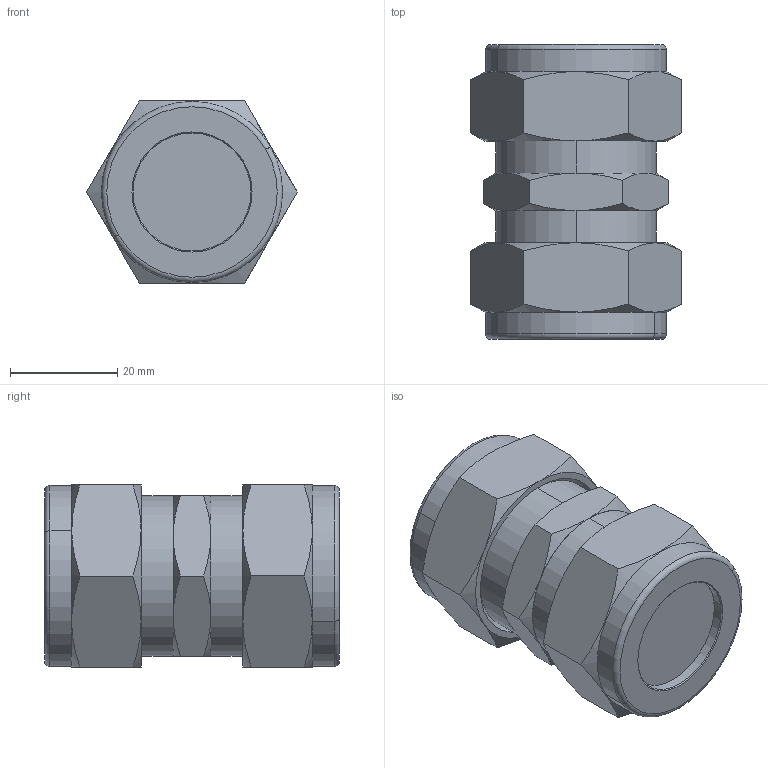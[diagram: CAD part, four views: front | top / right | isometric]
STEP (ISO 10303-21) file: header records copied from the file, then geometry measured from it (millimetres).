
FILE_DESCRIPTION (( 'STEP AP214' ), '1' );
FILE_NAME ('1046000010.step', '2013-02-25T17:15:24', ( '' ), ( '' ), 'SwSTEP 2.0', 'SolidWorks 2012', '' );
FILE_SCHEMA (( 'AUTOMOTIVE_DESIGN' ));
Length unit declared in the file: millimetre
Products named in the file (1): 1046000010
Bounding box: 39.26 x 55 x 34 mm (x, y, z)
Volume: 47013.5 mm3; surface area: 8845 mm2
Topology: 1 solids, 1 shells, 78 faces, 174 edges, 104 vertices
Faces by surface type: cone 36, plane 26, cylinder 12, torus 4
Entity records: 2500 total; most frequent: CARTESIAN_POINT 813, ORIENTED_EDGE 348, DIRECTION 336, EDGE_CURVE 174, AXIS2_PLACEMENT_3D 147, VERTEX_POINT 104, EDGE_LOOP 84, ADVANCED_FACE 78
